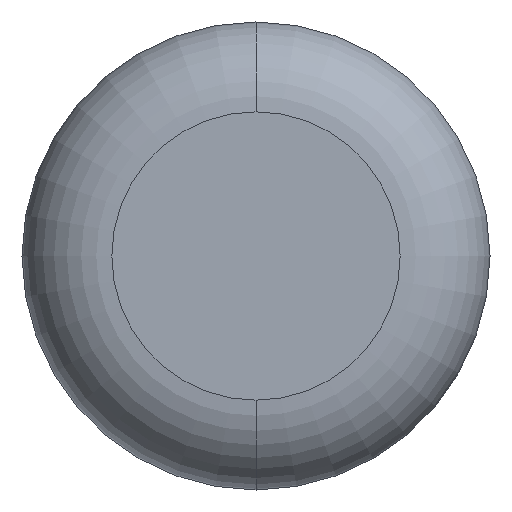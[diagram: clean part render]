
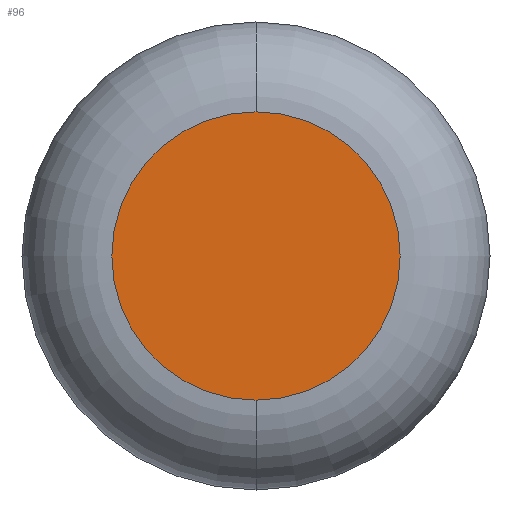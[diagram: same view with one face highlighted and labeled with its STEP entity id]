
A CAD part, front view. The second image highlights one B-rep face of the part: STEP entity #96.
In plain terms, the highlighted planar face has unit normal (0, -1, 0).
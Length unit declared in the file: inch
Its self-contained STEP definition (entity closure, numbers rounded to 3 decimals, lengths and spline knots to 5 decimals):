
#5 = CARTESIAN_POINT ( 'NONE',  ( 0., 0., 0. ) ) ;
#18 = AXIS2_PLACEMENT_3D ( 'NONE', #5, #284, #278 ) ;
#26 = VERTEX_POINT ( 'NONE', #246 ) ;
#49 = EDGE_LOOP ( 'NONE', ( #213, #174 ) ) ;
#61 = DIRECTION ( 'NONE',  ( 0., 0., -1. ) ) ;
#66 = AXIS2_PLACEMENT_3D ( 'NONE', #88, #349, #61 ) ;
#72 = CIRCLE ( 'NONE', #383, 0.09625 ) ;
#85 = VERTEX_POINT ( 'NONE', #188 ) ;
#88 = CARTESIAN_POINT ( 'NONE',  ( 0., 0., 0. ) ) ;
#96 = ADVANCED_FACE ( 'NONE', ( #262 ), #292, .T. ) ;
#126 = CARTESIAN_POINT ( 'NONE',  ( 0., 0., 0. ) ) ;
#156 = DIRECTION ( 'NONE',  ( 0., -1., 0. ) ) ;
#174 = ORIENTED_EDGE ( 'NONE', *, *, #240, .T. ) ;
#188 = CARTESIAN_POINT ( 'NONE',  ( 0., 0., -0.09625 ) ) ;
#201 = CIRCLE ( 'NONE', #18, 0.09625 ) ;
#213 = ORIENTED_EDGE ( 'NONE', *, *, #380, .T. ) ;
#240 = EDGE_CURVE ( 'NONE', #26, #85, #201, .T. ) ;
#246 = CARTESIAN_POINT ( 'NONE',  ( 0., 0., 0.09625 ) ) ;
#262 = FACE_OUTER_BOUND ( 'NONE', #49, .T. ) ;
#278 = DIRECTION ( 'NONE',  ( 0., 0., -1. ) ) ;
#284 = DIRECTION ( 'NONE',  ( 0., -1., 0. ) ) ;
#286 = DIRECTION ( 'NONE',  ( 0., 0., -1. ) ) ;
#292 = PLANE ( 'NONE',  #66 ) ;
#349 = DIRECTION ( 'NONE',  ( 0., -1., 0. ) ) ;
#380 = EDGE_CURVE ( 'NONE', #85, #26, #72, .T. ) ;
#383 = AXIS2_PLACEMENT_3D ( 'NONE', #126, #156, #286 ) ;
